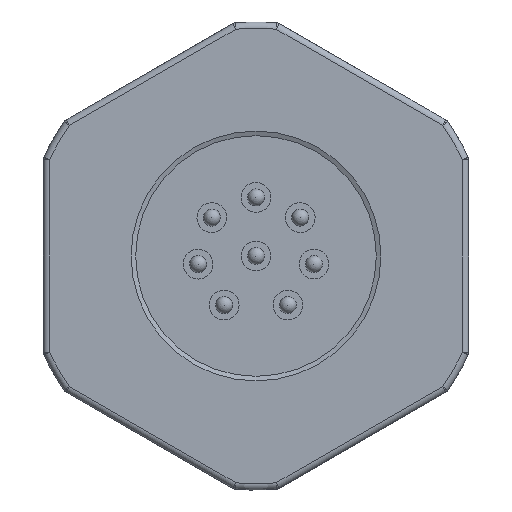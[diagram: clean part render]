
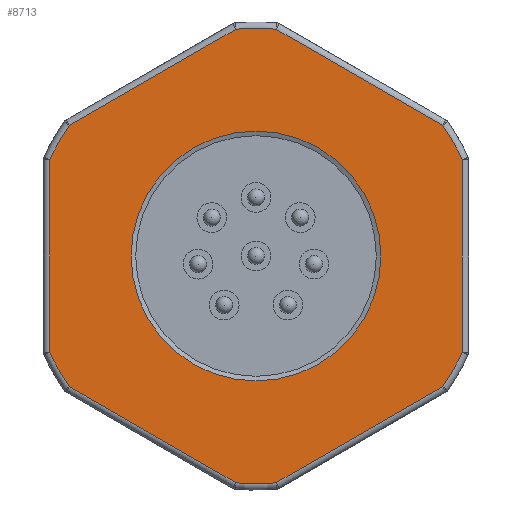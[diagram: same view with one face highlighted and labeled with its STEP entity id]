
A CAD part, left-side view. The second image highlights one B-rep face of the part: STEP entity #8713.
In plain terms, the highlighted planar face has unit normal (-1, 0, 0).
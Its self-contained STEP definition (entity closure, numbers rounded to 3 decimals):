
#491=LINE('',#24947,#1242);
#492=LINE('',#24951,#1243);
#493=LINE('',#24955,#1244);
#494=LINE('',#24959,#1245);
#495=LINE('',#24963,#1246);
#496=LINE('',#24967,#1247);
#1242=VECTOR('',#10745,1000.);
#1243=VECTOR('',#10748,1000.);
#1244=VECTOR('',#10751,1000.);
#1245=VECTOR('',#10754,1000.);
#1246=VECTOR('',#10757,1000.);
#1247=VECTOR('',#10760,1000.);
#1921=PLANE('',#9454);
#2776=ORIENTED_EDGE('',*,*,#5055,.T.);
#2777=ORIENTED_EDGE('',*,*,#5056,.T.);
#2778=ORIENTED_EDGE('',*,*,#5057,.T.);
#2779=ORIENTED_EDGE('',*,*,#5058,.T.);
#2780=ORIENTED_EDGE('',*,*,#5059,.T.);
#2781=ORIENTED_EDGE('',*,*,#5060,.T.);
#2782=ORIENTED_EDGE('',*,*,#5061,.T.);
#2783=ORIENTED_EDGE('',*,*,#5062,.T.);
#2784=ORIENTED_EDGE('',*,*,#5063,.T.);
#2785=ORIENTED_EDGE('',*,*,#5064,.T.);
#2786=ORIENTED_EDGE('',*,*,#5065,.T.);
#2787=ORIENTED_EDGE('',*,*,#5066,.T.);
#2788=ORIENTED_EDGE('',*,*,#5067,.T.);
#5055=EDGE_CURVE('',#6214,#6214,#6874,.T.);
#5056=EDGE_CURVE('',#6215,#6216,#6875,.F.);
#5057=EDGE_CURVE('',#6216,#6217,#491,.F.);
#5058=EDGE_CURVE('',#6217,#6218,#6876,.F.);
#5059=EDGE_CURVE('',#6218,#6219,#492,.F.);
#5060=EDGE_CURVE('',#6219,#6220,#6877,.F.);
#5061=EDGE_CURVE('',#6220,#6221,#493,.F.);
#5062=EDGE_CURVE('',#6221,#6222,#6878,.F.);
#5063=EDGE_CURVE('',#6222,#6223,#494,.F.);
#5064=EDGE_CURVE('',#6223,#6224,#6879,.F.);
#5065=EDGE_CURVE('',#6224,#6225,#495,.F.);
#5066=EDGE_CURVE('',#6225,#6226,#6880,.F.);
#5067=EDGE_CURVE('',#6226,#6215,#496,.F.);
#6214=VERTEX_POINT('',#24943);
#6215=VERTEX_POINT('',#24945);
#6216=VERTEX_POINT('',#24946);
#6217=VERTEX_POINT('',#24948);
#6218=VERTEX_POINT('',#24950);
#6219=VERTEX_POINT('',#24952);
#6220=VERTEX_POINT('',#24954);
#6221=VERTEX_POINT('',#24956);
#6222=VERTEX_POINT('',#24958);
#6223=VERTEX_POINT('',#24960);
#6224=VERTEX_POINT('',#24962);
#6225=VERTEX_POINT('',#24964);
#6226=VERTEX_POINT('',#24966);
#6874=CIRCLE('',#9455,5.87);
#6875=CIRCLE('',#9456,10.7);
#6876=CIRCLE('',#9457,10.7);
#6877=CIRCLE('',#9458,10.7);
#6878=CIRCLE('',#9459,10.7);
#6879=CIRCLE('',#9460,10.7);
#6880=CIRCLE('',#9461,10.7);
#7305=EDGE_LOOP('',(#2776));
#7306=EDGE_LOOP('',(#2777,#2778,#2779,#2780,#2781,#2782,#2783,#2784,#2785,
#2786,#2787,#2788));
#7982=FACE_BOUND('',#7305,.T.);
#7983=FACE_BOUND('',#7306,.T.);
#8713=ADVANCED_FACE('',(#7982,#7983),#1921,.F.);
#9454=AXIS2_PLACEMENT_3D('',#24941,#10739,#10740);
#9455=AXIS2_PLACEMENT_3D('',#24942,#10741,#10742);
#9456=AXIS2_PLACEMENT_3D('',#24944,#10743,#10744);
#9457=AXIS2_PLACEMENT_3D('',#24949,#10746,#10747);
#9458=AXIS2_PLACEMENT_3D('',#24953,#10749,#10750);
#9459=AXIS2_PLACEMENT_3D('',#24957,#10752,#10753);
#9460=AXIS2_PLACEMENT_3D('',#24961,#10755,#10756);
#9461=AXIS2_PLACEMENT_3D('',#24965,#10758,#10759);
#10739=DIRECTION('',(1.,0.,0.));
#10740=DIRECTION('',(0.,0.,-1.));
#10741=DIRECTION('',(1.,0.,0.));
#10742=DIRECTION('',(0.,0.,-1.));
#10743=DIRECTION('',(1.,0.,0.));
#10744=DIRECTION('',(0.,0.,-1.));
#10745=DIRECTION('',(0.,1.,0.));
#10746=DIRECTION('',(1.,0.,0.));
#10747=DIRECTION('',(0.,0.,-1.));
#10748=DIRECTION('',(0.,0.5,-0.866));
#10749=DIRECTION('',(1.,0.,0.));
#10750=DIRECTION('',(0.,0.,-1.));
#10751=DIRECTION('',(0.,-0.5,-0.866));
#10752=DIRECTION('',(1.,0.,0.));
#10753=DIRECTION('',(0.,0.,-1.));
#10754=DIRECTION('',(0.,-1.,0.));
#10755=DIRECTION('',(1.,0.,0.));
#10756=DIRECTION('',(0.,0.,-1.));
#10757=DIRECTION('',(0.,-0.5,0.866));
#10758=DIRECTION('',(1.,0.,0.));
#10759=DIRECTION('',(0.,0.,-1.));
#10760=DIRECTION('',(0.,0.5,0.866));
#24941=CARTESIAN_POINT('',(-1.5,0.,0.));
#24942=CARTESIAN_POINT('',(-1.5,0.,0.));
#24943=CARTESIAN_POINT('',(-1.5,0.,-5.87));
#24944=CARTESIAN_POINT('',(-1.5,0.,0.));
#24945=CARTESIAN_POINT('',(-1.5,6.142,-8.762));
#24946=CARTESIAN_POINT('',(-1.5,4.517,-9.7));
#24947=CARTESIAN_POINT('',(-1.5,0.,-9.7));
#24948=CARTESIAN_POINT('',(-1.5,-4.517,-9.7));
#24949=CARTESIAN_POINT('',(-1.5,0.,0.));
#24950=CARTESIAN_POINT('',(-1.5,-6.142,-8.762));
#24951=CARTESIAN_POINT('',(-1.5,-8.4,-4.85));
#24952=CARTESIAN_POINT('',(-1.5,-10.659,-0.938));
#24953=CARTESIAN_POINT('',(-1.5,0.,0.));
#24954=CARTESIAN_POINT('',(-1.5,-10.659,0.938));
#24955=CARTESIAN_POINT('',(-1.5,-8.4,4.85));
#24956=CARTESIAN_POINT('',(-1.5,-6.142,8.762));
#24957=CARTESIAN_POINT('',(-1.5,0.,0.));
#24958=CARTESIAN_POINT('',(-1.5,-4.517,9.7));
#24959=CARTESIAN_POINT('',(-1.5,0.,9.7));
#24960=CARTESIAN_POINT('',(-1.5,4.517,9.7));
#24961=CARTESIAN_POINT('',(-1.5,0.,0.));
#24962=CARTESIAN_POINT('',(-1.5,6.142,8.762));
#24963=CARTESIAN_POINT('',(-1.5,8.4,4.85));
#24964=CARTESIAN_POINT('',(-1.5,10.659,0.938));
#24965=CARTESIAN_POINT('',(-1.5,0.,0.));
#24966=CARTESIAN_POINT('',(-1.5,10.659,-0.938));
#24967=CARTESIAN_POINT('',(-1.5,8.4,-4.85));
